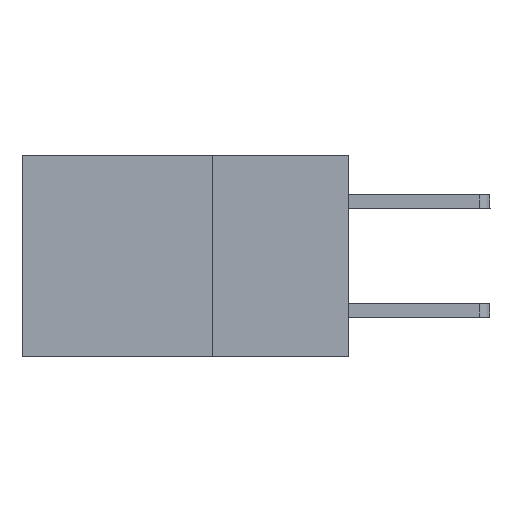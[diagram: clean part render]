
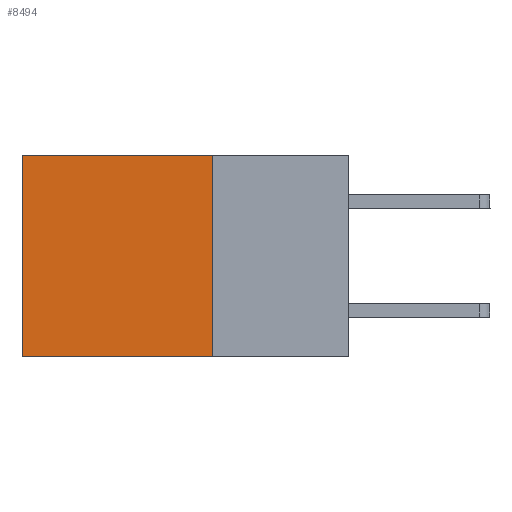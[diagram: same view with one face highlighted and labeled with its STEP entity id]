
A CAD part, left-side view. The second image highlights one B-rep face of the part: STEP entity #8494.
In plain terms, the highlighted planar face has unit normal (-1, 0, 0).
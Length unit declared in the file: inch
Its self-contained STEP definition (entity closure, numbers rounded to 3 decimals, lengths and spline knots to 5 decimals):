
#100 = CARTESIAN_POINT ( 'NONE',  ( 0.2615, 0.25, -0.37 ) ) ;
#742 = DIRECTION ( 'NONE',  ( 0., 1., 0. ) ) ;
#746 = LINE ( 'NONE', #100, #8755 ) ;
#938 = DIRECTION ( 'NONE',  ( 1., 0., 0. ) ) ;
#952 = VECTOR ( 'NONE', #742, 39.37008 ) ;
#1671 = PLANE ( 'NONE',  #8042 ) ;
#2067 = LINE ( 'NONE', #6992, #952 ) ;
#2151 = LINE ( 'NONE', #5060, #3503 ) ;
#2356 = EDGE_CURVE ( 'NONE', #2614, #6778, #746, .T. ) ;
#2614 = VERTEX_POINT ( 'NONE', #7751 ) ;
#2960 = EDGE_CURVE ( 'NONE', #7257, #4805, #7419, .T. ) ;
#3170 = CARTESIAN_POINT ( 'NONE',  ( 0.2615, 0.25, -0.37 ) ) ;
#3501 = CARTESIAN_POINT ( 'NONE',  ( 0.2615, 0.6, -0.37 ) ) ;
#3503 = VECTOR ( 'NONE', #7860, 39.37008 ) ;
#3691 = VECTOR ( 'NONE', #8306, 39.37008 ) ;
#3698 = EDGE_CURVE ( 'NONE', #2614, #7257, #2067, .T. ) ;
#4805 = VERTEX_POINT ( 'NONE', #3501 ) ;
#4823 = ORIENTED_EDGE ( 'NONE', *, *, #2356, .F. ) ;
#5060 = CARTESIAN_POINT ( 'NONE',  ( 0.2615, 0.25, -0.37 ) ) ;
#5108 = ORIENTED_EDGE ( 'NONE', *, *, #2960, .T. ) ;
#5241 = CARTESIAN_POINT ( 'NONE',  ( 0.2615, 0.6, -0.37 ) ) ;
#5771 = CARTESIAN_POINT ( 'NONE',  ( 0.2615, 0.25, -0.37 ) ) ;
#5944 = DIRECTION ( 'NONE',  ( 0., 0., -1. ) ) ;
#6778 = VERTEX_POINT ( 'NONE', #5771 ) ;
#6780 = ORIENTED_EDGE ( 'NONE', *, *, #3698, .T. ) ;
#6992 = CARTESIAN_POINT ( 'NONE',  ( 0.2615, 0.25, 0. ) ) ;
#7257 = VERTEX_POINT ( 'NONE', #8868 ) ;
#7302 = ORIENTED_EDGE ( 'NONE', *, *, #7512, .F. ) ;
#7419 = LINE ( 'NONE', #5241, #3691 ) ;
#7489 = EDGE_LOOP ( 'NONE', ( #5108, #7302, #4823, #6780 ) ) ;
#7512 = EDGE_CURVE ( 'NONE', #6778, #4805, #2151, .T. ) ;
#7751 = CARTESIAN_POINT ( 'NONE',  ( 0.2615, 0.25, 0. ) ) ;
#7860 = DIRECTION ( 'NONE',  ( 0., 1., 0. ) ) ;
#8042 = AXIS2_PLACEMENT_3D ( 'NONE', #3170, #938, #5944 ) ;
#8306 = DIRECTION ( 'NONE',  ( 0., 0., -1. ) ) ;
#8433 = DIRECTION ( 'NONE',  ( 0., 0., -1. ) ) ;
#8494 = ADVANCED_FACE ( 'NONE', ( #8533 ), #1671, .F. ) ;
#8533 = FACE_OUTER_BOUND ( 'NONE', #7489, .T. ) ;
#8755 = VECTOR ( 'NONE', #8433, 39.37008 ) ;
#8868 = CARTESIAN_POINT ( 'NONE',  ( 0.2615, 0.6, 0. ) ) ;
